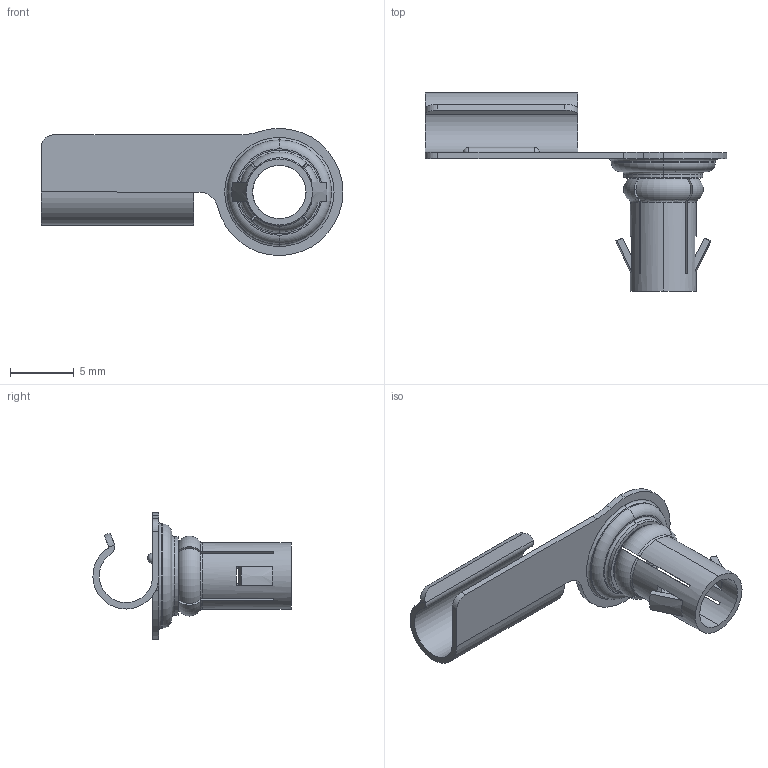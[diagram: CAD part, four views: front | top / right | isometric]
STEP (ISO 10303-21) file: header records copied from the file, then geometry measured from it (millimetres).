
FILE_DESCRIPTION (( 'STEP AP203' ), '1' );
FILE_NAME ('sone3D.STEP', '2014-10-03T07:57:11', ( '' ), ( '' ), 'SwSTEP 2.0', 'SolidWorks 2012', '' );
FILE_SCHEMA (( 'CONFIG_CONTROL_DESIGN' ));
Length unit declared in the file: millimetre
Products named in the file (3): A-1025-Q-14部品A_; sone3D; AC-1025-Q-4部品B_
Assembly tree (2 placements, depth 2):
  sone3D
    AC-1025-Q-4部品B_
    A-1025-Q-14部品A_
Bounding box: 23.75 x 15.6 x 10 mm (x, y, z)
Volume: 228.8 mm3; surface area: 1031.7 mm2
Topology: 2 solids, 2 shells, 160 faces, 429 edges, 274 vertices
Faces by surface type: torus 64, cylinder 45, plane 39, cone 10, sphere 2
Entity records: 5648 total; most frequent: CARTESIAN_POINT 1370, DIRECTION 853, ORIENTED_EDGE 850, EDGE_CURVE 425, AXIS2_PLACEMENT_3D 359, VERTEX_POINT 272, CIRCLE 194, EDGE_LOOP 171
